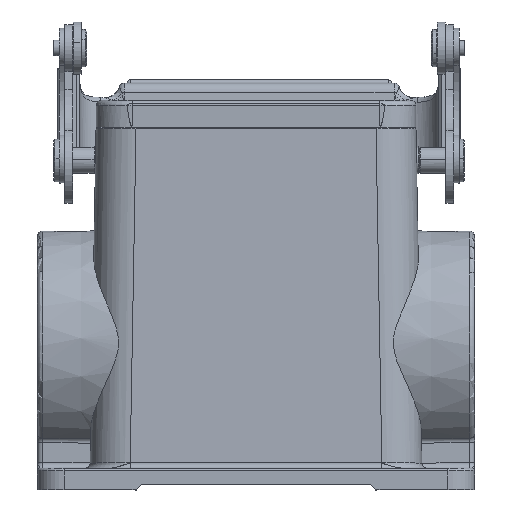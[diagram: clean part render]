
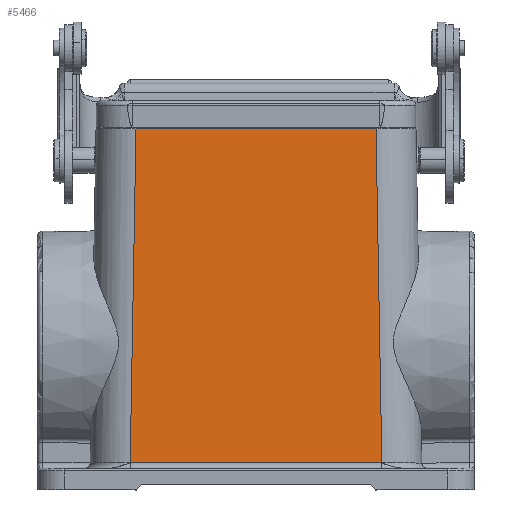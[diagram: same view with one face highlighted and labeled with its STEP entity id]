
A CAD part, top view. The second image highlights one B-rep face of the part: STEP entity #5466.
In plain terms, the highlighted free-form (B-spline) face has degree [3, 3] with [4, 4] control points.
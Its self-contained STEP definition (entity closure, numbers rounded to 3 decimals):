
#33=B_SPLINE_SURFACE_WITH_KNOTS('',3,3,((#36910,#36911,#36912,#36913),(#36914,
#36915,#36916,#36917),(#36918,#36919,#36920,#36921),(#36922,#36923,#36924,
#36925)),.UNSPECIFIED.,.F.,.F.,.F.,(4,4),(4,4),(0.,1.),(0.,1.),
 .UNSPECIFIED.);
#3225=LINE('',#36902,#4391);
#3226=LINE('',#36905,#4392);
#3227=LINE('',#36907,#4393);
#3228=LINE('',#36909,#4394);
#4391=VECTOR('',#24731,1.);
#4392=VECTOR('',#24732,1.);
#4393=VECTOR('',#24733,1.);
#4394=VECTOR('',#24734,1.);
#5466=ADVANCED_FACE('',(#6918),#33,.T.);
#6918=FACE_OUTER_BOUND('',#8097,.T.);
#8097=EDGE_LOOP('',(#13656,#13657,#13658,#13659));
#13656=ORIENTED_EDGE('',*,*,#18318,.T.);
#13657=ORIENTED_EDGE('',*,*,#18319,.T.);
#13658=ORIENTED_EDGE('',*,*,#18320,.T.);
#13659=ORIENTED_EDGE('',*,*,#18321,.T.);
#15506=VERTEX_POINT('',#36903);
#15507=VERTEX_POINT('',#36904);
#15508=VERTEX_POINT('',#36906);
#15509=VERTEX_POINT('',#36908);
#18318=EDGE_CURVE('',#15506,#15507,#3225,.T.);
#18319=EDGE_CURVE('',#15507,#15508,#3226,.T.);
#18320=EDGE_CURVE('',#15508,#15509,#3227,.T.);
#18321=EDGE_CURVE('',#15509,#15506,#3228,.T.);
#24731=DIRECTION('',(0.017,1.,-0.017));
#24732=DIRECTION('',(1.,0.,0.));
#24733=DIRECTION('',(0.017,-1.,0.017));
#24734=DIRECTION('',(-1.,0.,0.));
#36902=CARTESIAN_POINT('',(-22.506,67.707,21.505));
#36903=CARTESIAN_POINT('',(-23.601,4.983,22.6));
#36904=CARTESIAN_POINT('',(-22.506,67.707,21.505));
#36905=CARTESIAN_POINT('',(22.506,67.707,21.505));
#36906=CARTESIAN_POINT('',(22.506,67.707,21.505));
#36907=CARTESIAN_POINT('',(23.601,4.983,22.6));
#36908=CARTESIAN_POINT('',(23.601,4.983,22.6));
#36909=CARTESIAN_POINT('',(-23.601,4.983,22.6));
#36910=CARTESIAN_POINT('',(-58.308,26.089,22.232));
#36911=CARTESIAN_POINT('',(-36.436,9.725,22.517));
#36912=CARTESIAN_POINT('',(-14.564,-6.64,22.803));
#36913=CARTESIAN_POINT('',(7.307,-23.005,23.088));
#36914=CARTESIAN_POINT('',(-41.205,48.941,21.833));
#36915=CARTESIAN_POINT('',(-19.333,32.576,22.118));
#36916=CARTESIAN_POINT('',(2.539,16.212,22.404));
#36917=CARTESIAN_POINT('',(24.41,-0.153,22.69));
#36918=CARTESIAN_POINT('',(-24.101,71.792,21.434));
#36919=CARTESIAN_POINT('',(-2.23,55.428,21.719));
#36920=CARTESIAN_POINT('',(19.642,39.063,22.005));
#36921=CARTESIAN_POINT('',(41.513,22.699,22.291));
#36922=CARTESIAN_POINT('',(-6.998,94.644,21.035));
#36923=CARTESIAN_POINT('',(14.873,78.279,21.321));
#36924=CARTESIAN_POINT('',(36.745,61.915,21.606));
#36925=CARTESIAN_POINT('',(58.616,45.55,21.892));
